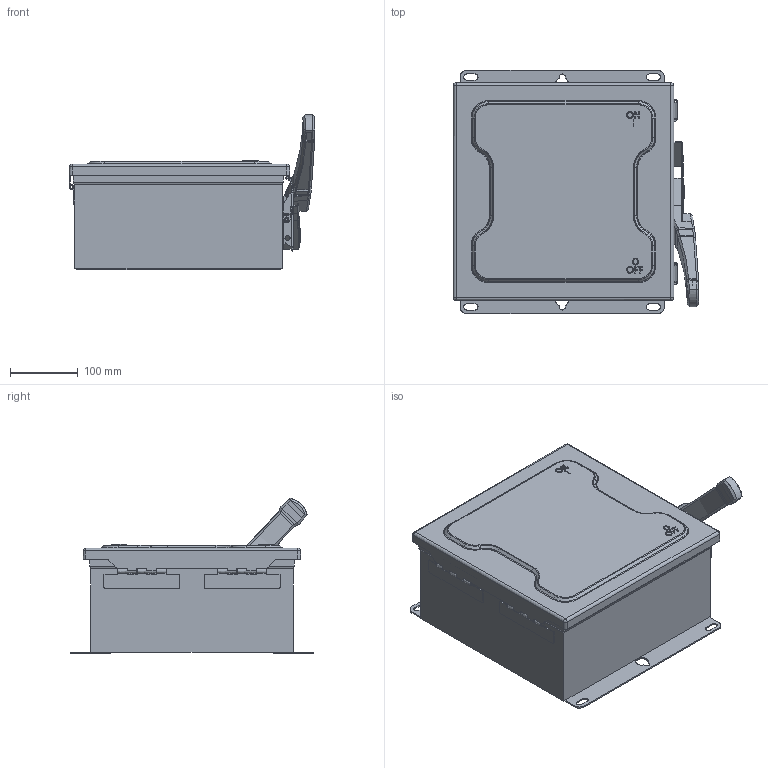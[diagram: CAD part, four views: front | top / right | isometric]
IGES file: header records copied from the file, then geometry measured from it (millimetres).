
Global section: file name: EOHU362S.igs; preprocessor: I-DEAS 3D IGES Translator 15; date: 20140204.080912; units: millimetre
Bounding box: 361.8 x 359 x 229.13 mm (x, y, z)
Volume: 8233.3 mm3; surface area: 530398.8 mm2
Topology: 2 solids, 2 shells, 1028 faces, 5661 edges, 5488 vertices
Faces by surface type: bspline 1028
